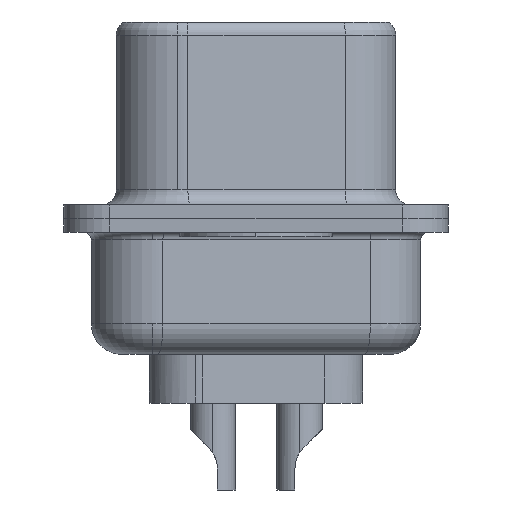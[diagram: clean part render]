
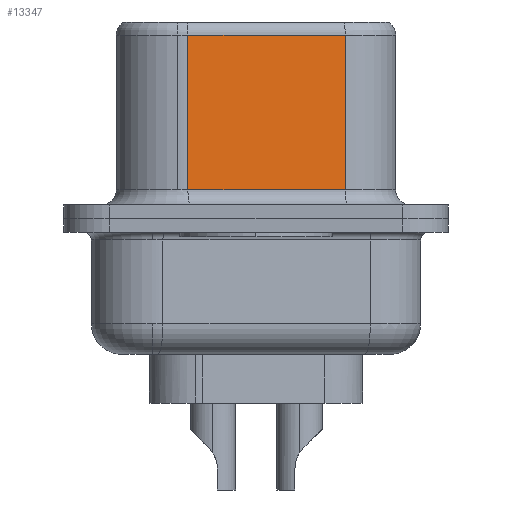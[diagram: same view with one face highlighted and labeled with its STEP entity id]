
A CAD part, left-side view. The second image highlights one B-rep face of the part: STEP entity #13347.
In plain terms, the highlighted planar face has unit normal (-0.985, -0.174, 0).
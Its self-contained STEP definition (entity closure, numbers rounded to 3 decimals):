
#163 = DIRECTION ( 'NONE',  ( 0., 0., -1. ) ) ;
#1073 = VECTOR ( 'NONE', #12839, 1000. ) ;
#1448 = VERTEX_POINT ( 'NONE', #1703 ) ;
#1672 = LINE ( 'NONE', #5129, #2864 ) ;
#1703 = CARTESIAN_POINT ( 'NONE',  ( 4.575, -2.927, 6.02 ) ) ;
#1881 = ORIENTED_EDGE ( 'NONE', *, *, #4058, .T. ) ;
#2317 = LINE ( 'NONE', #7570, #1073 ) ;
#2864 = VECTOR ( 'NONE', #9114, 1000. ) ;
#3304 = EDGE_CURVE ( 'NONE', #15000, #3503, #9389, .T. ) ;
#3503 = VERTEX_POINT ( 'NONE', #4881 ) ;
#3900 = CARTESIAN_POINT ( 'NONE',  ( 3.665, 2.233, 6.02 ) ) ;
#4058 = EDGE_CURVE ( 'NONE', #1448, #15000, #15997, .T. ) ;
#4802 = EDGE_CURVE ( 'NONE', #3503, #9153, #2317, .T. ) ;
#4881 = CARTESIAN_POINT ( 'NONE',  ( 3.665, 2.233, 0.95 ) ) ;
#5129 = CARTESIAN_POINT ( 'NONE',  ( 4.575, -2.927, 6.52 ) ) ;
#5299 = CARTESIAN_POINT ( 'NONE',  ( 4.575, -2.927, 6.52 ) ) ;
#6155 = EDGE_LOOP ( 'NONE', ( #8045, #1881, #13378, #14696 ) ) ;
#6421 = DIRECTION ( 'NONE',  ( -0.174, 0.985, 0. ) ) ;
#6678 = CARTESIAN_POINT ( 'NONE',  ( 4.575, -2.927, 0.95 ) ) ;
#7570 = CARTESIAN_POINT ( 'NONE',  ( 4.575, -2.927, 0.95 ) ) ;
#7777 = CARTESIAN_POINT ( 'NONE',  ( 4.575, -2.927, 6.02 ) ) ;
#7873 = EDGE_CURVE ( 'NONE', #1448, #9153, #1672, .T. ) ;
#7905 = PLANE ( 'NONE',  #14873 ) ;
#8030 = DIRECTION ( 'NONE',  ( -0.174, 0.985, 0. ) ) ;
#8045 = ORIENTED_EDGE ( 'NONE', *, *, #7873, .F. ) ;
#8340 = VECTOR ( 'NONE', #8030, 1000. ) ;
#9114 = DIRECTION ( 'NONE',  ( 0., 0., -1. ) ) ;
#9153 = VERTEX_POINT ( 'NONE', #6678 ) ;
#9344 = VECTOR ( 'NONE', #163, 1000. ) ;
#9389 = LINE ( 'NONE', #11015, #9344 ) ;
#11015 = CARTESIAN_POINT ( 'NONE',  ( 3.665, 2.233, 6.52 ) ) ;
#12839 = DIRECTION ( 'NONE',  ( 0.174, -0.985, 0. ) ) ;
#13347 = ADVANCED_FACE ( 'NONE', ( #15607 ), #7905, .F. ) ;
#13378 = ORIENTED_EDGE ( 'NONE', *, *, #3304, .T. ) ;
#14383 = DIRECTION ( 'NONE',  ( 0.985, 0.174, 0. ) ) ;
#14696 = ORIENTED_EDGE ( 'NONE', *, *, #4802, .T. ) ;
#14873 = AXIS2_PLACEMENT_3D ( 'NONE', #5299, #14383, #6421 ) ;
#15000 = VERTEX_POINT ( 'NONE', #3900 ) ;
#15607 = FACE_OUTER_BOUND ( 'NONE', #6155, .T. ) ;
#15997 = LINE ( 'NONE', #7777, #8340 ) ;
